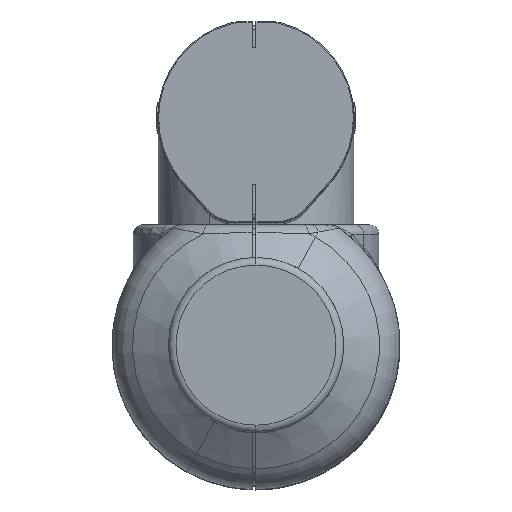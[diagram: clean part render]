
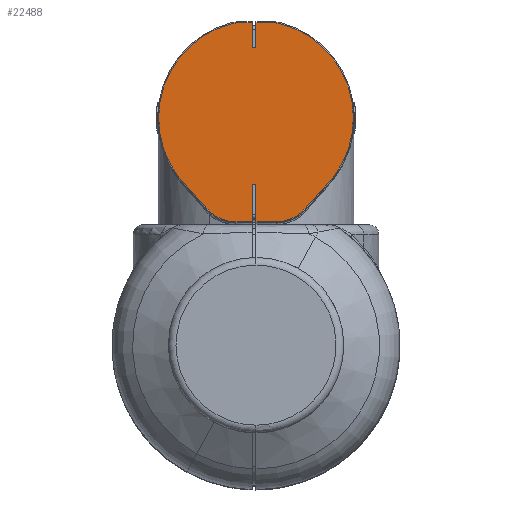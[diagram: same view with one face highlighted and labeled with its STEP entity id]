
A CAD part, top view. The second image highlights one B-rep face of the part: STEP entity #22488.
In plain terms, the highlighted planar face has unit normal (0, 0, 1).
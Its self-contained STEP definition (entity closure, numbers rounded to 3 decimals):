
#8352=CARTESIAN_POINT('Vertex',(0.,83.818,70.)) ;
#8410=CARTESIAN_POINT('Vertex',(0.,64.6,70.)) ;
#8413=CARTESIAN_POINT('Line Origine',(0.,74.209,70.)) ;
#8543=CARTESIAN_POINT('Vertex',(0.,155.534,70.)) ;
#8546=CARTESIAN_POINT('Line Origine',(0.,161.817,70.)) ;
#8550=CARTESIAN_POINT('Vertex',(0.,168.1,70.)) ;
#21128=CARTESIAN_POINT('Vertex',(25.598,71.228,70.)) ;
#21131=CARTESIAN_POINT('Axis2P3D Location',(10.951,84.1,70.)) ;
#21135=CARTESIAN_POINT('Vertex',(10.951,64.6,70.)) ;
#21156=CARTESIAN_POINT('Line Origine',(36.359,83.472,70.)) ;
#21160=CARTESIAN_POINT('Vertex',(34.612,81.484,70.)) ;
#21187=CARTESIAN_POINT('Vertex',(12.399,167.812,70.)) ;
#21190=CARTESIAN_POINT('Axis2P3D Location',(0.,118.6,70.)) ;
#21212=CARTESIAN_POINT('Vertex',(10.078,168.1,70.)) ;
#21215=CARTESIAN_POINT('Axis2P3D Location',(10.078,158.6,70.)) ;
#21238=CARTESIAN_POINT('Line Origine',(0.,64.6,70.)) ;
#21537=CARTESIAN_POINT('Line Origine',(0.,168.1,70.)) ;
#22395=CARTESIAN_POINT('Axis2P3D Location',(0.,169.85,70.)) ;
#22400=CARTESIAN_POINT('Axis2P3D Location',(0.,119.676,70.)) ;
#22404=CARTESIAN_POINT('Vertex',(-2.,155.478,70.)) ;
#22407=CARTESIAN_POINT('Line Origine',(-2.,161.789,70.)) ;
#22411=CARTESIAN_POINT('Vertex',(-2.,168.1,70.)) ;
#22414=CARTESIAN_POINT('Line Origine',(-6.039,168.1,70.)) ;
#22418=CARTESIAN_POINT('Vertex',(-10.078,168.1,70.)) ;
#22421=CARTESIAN_POINT('Axis2P3D Location',(-10.078,158.6,70.)) ;
#22425=CARTESIAN_POINT('Vertex',(-12.399,167.812,70.)) ;
#22428=CARTESIAN_POINT('Axis2P3D Location',(0.,118.6,70.)) ;
#22432=CARTESIAN_POINT('Vertex',(-34.612,81.484,70.)) ;
#22435=CARTESIAN_POINT('Line Origine',(-30.105,76.356,70.)) ;
#22439=CARTESIAN_POINT('Vertex',(-25.598,71.228,70.)) ;
#22442=CARTESIAN_POINT('Axis2P3D Location',(-10.951,84.1,70.)) ;
#22446=CARTESIAN_POINT('Vertex',(-10.951,64.6,70.)) ;
#22449=CARTESIAN_POINT('Line Origine',(-6.475,64.6,70.)) ;
#22453=CARTESIAN_POINT('Vertex',(-2.,64.6,70.)) ;
#22456=CARTESIAN_POINT('Line Origine',(-2.,74.237,70.)) ;
#22460=CARTESIAN_POINT('Vertex',(-2.,83.874,70.)) ;
#22463=CARTESIAN_POINT('Axis2P3D Location',(0.,119.676,70.)) ;
#8415=VECTOR('Line Direction',#8414,1.) ;
#8548=VECTOR('Line Direction',#8547,1.) ;
#21158=VECTOR('Line Direction',#21157,1.) ;
#21240=VECTOR('Line Direction',#21239,1.) ;
#21539=VECTOR('Line Direction',#21538,1.) ;
#22409=VECTOR('Line Direction',#22408,1.) ;
#22416=VECTOR('Line Direction',#22415,1.) ;
#22437=VECTOR('Line Direction',#22436,1.) ;
#22451=VECTOR('Line Direction',#22450,1.) ;
#22458=VECTOR('Line Direction',#22457,1.) ;
#8414=DIRECTION('Vector Direction',(0.,1.,0.)) ;
#8547=DIRECTION('Vector Direction',(0.,1.,0.)) ;
#21132=DIRECTION('Axis2P3D Direction',(0.,0.,-1.)) ;
#21157=DIRECTION('Vector Direction',(0.66,0.751,0.)) ;
#21191=DIRECTION('Axis2P3D Direction',(0.,0.,-1.)) ;
#21216=DIRECTION('Axis2P3D Direction',(0.,0.,-1.)) ;
#21239=DIRECTION('Vector Direction',(-1.,0.,0.)) ;
#21538=DIRECTION('Vector Direction',(1.,0.,0.)) ;
#22396=DIRECTION('Axis2P3D Direction',(0.,0.,-1.)) ;
#22397=DIRECTION('Axis2P3D XDirection',(0.,1.,0.)) ;
#22401=DIRECTION('Axis2P3D Direction',(0.,0.,-1.)) ;
#22408=DIRECTION('Vector Direction',(0.,1.,0.)) ;
#22415=DIRECTION('Vector Direction',(1.,0.,0.)) ;
#22422=DIRECTION('Axis2P3D Direction',(0.,0.,-1.)) ;
#22429=DIRECTION('Axis2P3D Direction',(0.,0.,-1.)) ;
#22436=DIRECTION('Vector Direction',(-0.66,0.751,0.)) ;
#22443=DIRECTION('Axis2P3D Direction',(0.,0.,-1.)) ;
#22450=DIRECTION('Vector Direction',(-1.,0.,0.)) ;
#22457=DIRECTION('Vector Direction',(0.,1.,0.)) ;
#22464=DIRECTION('Axis2P3D Direction',(0.,0.,-1.)) ;
#21133=AXIS2_PLACEMENT_3D('Circle Axis2P3D',#21131,#21132,$) ;
#21192=AXIS2_PLACEMENT_3D('Circle Axis2P3D',#21190,#21191,$) ;
#21217=AXIS2_PLACEMENT_3D('Circle Axis2P3D',#21215,#21216,$) ;
#22398=AXIS2_PLACEMENT_3D('Plane Axis2P3D',#22395,#22396,#22397) ;
#22402=AXIS2_PLACEMENT_3D('Circle Axis2P3D',#22400,#22401,$) ;
#22423=AXIS2_PLACEMENT_3D('Circle Axis2P3D',#22421,#22422,$) ;
#22430=AXIS2_PLACEMENT_3D('Circle Axis2P3D',#22428,#22429,$) ;
#22444=AXIS2_PLACEMENT_3D('Circle Axis2P3D',#22442,#22443,$) ;
#22465=AXIS2_PLACEMENT_3D('Circle Axis2P3D',#22463,#22464,$) ;
#8416=LINE('Line',#8413,#8415) ;
#8549=LINE('Line',#8546,#8548) ;
#21159=LINE('Line',#21156,#21158) ;
#21241=LINE('Line',#21238,#21240) ;
#21540=LINE('Line',#21537,#21539) ;
#22410=LINE('Line',#22407,#22409) ;
#22417=LINE('Line',#22414,#22416) ;
#22438=LINE('Line',#22435,#22437) ;
#22452=LINE('Line',#22449,#22451) ;
#22459=LINE('Line',#22456,#22458) ;
#21134=CIRCLE('generated circle',#21133,19.5) ;
#21193=CIRCLE('generated circle',#21192,50.75) ;
#21218=CIRCLE('generated circle',#21217,9.5) ;
#22403=CIRCLE('generated circle',#22402,35.858) ;
#22424=CIRCLE('generated circle',#22423,9.5) ;
#22431=CIRCLE('generated circle',#22430,50.75) ;
#22445=CIRCLE('generated circle',#22444,19.5) ;
#22466=CIRCLE('generated circle',#22465,35.858) ;
#22399=PLANE('',#22398) ;
#8417=EDGE_CURVE('',#8411,#8353,#8416,.T.) ;
#8552=EDGE_CURVE('',#8544,#8551,#8549,.T.) ;
#21137=EDGE_CURVE('',#21129,#21136,#21134,.T.) ;
#21162=EDGE_CURVE('',#21161,#21129,#21159,.F.) ;
#21194=EDGE_CURVE('',#21188,#21161,#21193,.T.) ;
#21219=EDGE_CURVE('',#21213,#21188,#21218,.T.) ;
#21242=EDGE_CURVE('',#21136,#8411,#21241,.T.) ;
#21541=EDGE_CURVE('',#8551,#21213,#21540,.T.) ;
#22406=EDGE_CURVE('',#8544,#22405,#22403,.F.) ;
#22413=EDGE_CURVE('',#22405,#22412,#22410,.T.) ;
#22420=EDGE_CURVE('',#22419,#22412,#22417,.T.) ;
#22427=EDGE_CURVE('',#22426,#22419,#22424,.T.) ;
#22434=EDGE_CURVE('',#22433,#22426,#22431,.T.) ;
#22441=EDGE_CURVE('',#22440,#22433,#22438,.T.) ;
#22448=EDGE_CURVE('',#22447,#22440,#22445,.T.) ;
#22455=EDGE_CURVE('',#22454,#22447,#22452,.T.) ;
#22462=EDGE_CURVE('',#22454,#22461,#22459,.T.) ;
#22467=EDGE_CURVE('',#22461,#8353,#22466,.F.) ;
#22469=ORIENTED_EDGE('',*,*,#21219,.F.) ;
#22470=ORIENTED_EDGE('',*,*,#21541,.F.) ;
#22471=ORIENTED_EDGE('',*,*,#8552,.F.) ;
#22472=ORIENTED_EDGE('',*,*,#22406,.T.) ;
#22473=ORIENTED_EDGE('',*,*,#22413,.T.) ;
#22474=ORIENTED_EDGE('',*,*,#22420,.F.) ;
#22475=ORIENTED_EDGE('',*,*,#22427,.F.) ;
#22476=ORIENTED_EDGE('',*,*,#22434,.F.) ;
#22477=ORIENTED_EDGE('',*,*,#22441,.F.) ;
#22478=ORIENTED_EDGE('',*,*,#22448,.F.) ;
#22479=ORIENTED_EDGE('',*,*,#22455,.F.) ;
#22480=ORIENTED_EDGE('',*,*,#22462,.T.) ;
#22481=ORIENTED_EDGE('',*,*,#22467,.T.) ;
#22482=ORIENTED_EDGE('',*,*,#8417,.F.) ;
#22483=ORIENTED_EDGE('',*,*,#21242,.F.) ;
#22484=ORIENTED_EDGE('',*,*,#21137,.F.) ;
#22485=ORIENTED_EDGE('',*,*,#21162,.F.) ;
#22486=ORIENTED_EDGE('',*,*,#21194,.F.) ;
#22468=EDGE_LOOP('',(#22469,#22470,#22471,#22472,#22473,#22474,#22475,#22476,#22477,#22478,#22479,#22480,#22481,#22482,#22483,#22484,#22485,#22486)) ;
#8353=VERTEX_POINT('',#8352) ;
#8411=VERTEX_POINT('',#8410) ;
#8544=VERTEX_POINT('',#8543) ;
#8551=VERTEX_POINT('',#8550) ;
#21129=VERTEX_POINT('',#21128) ;
#21136=VERTEX_POINT('',#21135) ;
#21161=VERTEX_POINT('',#21160) ;
#21188=VERTEX_POINT('',#21187) ;
#21213=VERTEX_POINT('',#21212) ;
#22405=VERTEX_POINT('',#22404) ;
#22412=VERTEX_POINT('',#22411) ;
#22419=VERTEX_POINT('',#22418) ;
#22426=VERTEX_POINT('',#22425) ;
#22433=VERTEX_POINT('',#22432) ;
#22440=VERTEX_POINT('',#22439) ;
#22447=VERTEX_POINT('',#22446) ;
#22454=VERTEX_POINT('',#22453) ;
#22461=VERTEX_POINT('',#22460) ;
#22488=ADVANCED_FACE('PartBody',(#22487),#22399,.F.) ;
#22487=FACE_OUTER_BOUND('',#22468,.T.) ;
